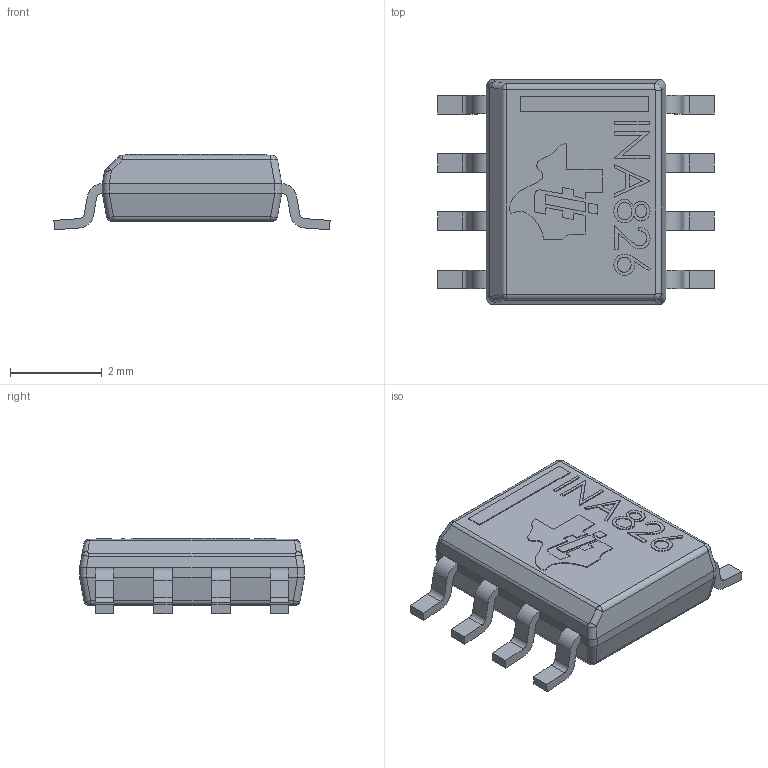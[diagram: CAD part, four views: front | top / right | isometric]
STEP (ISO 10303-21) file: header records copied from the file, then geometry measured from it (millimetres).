
FILE_DESCRIPTION (( 'STEP AP214' ), '1' );
FILE_NAME ('INA826.STEP', '2019-07-10T15:21:26', ( '' ), ( '' ), 'SwSTEP 2.0', 'SolidWorks 2018', '' );
FILE_SCHEMA (( 'AUTOMOTIVE_DESIGN' ));
Length unit declared in the file: inch
Products named in the file (2): INA826
Bounding box: 6.02 x 4.9 x 1.65 mm (x, y, z)
Volume: 27.4 mm3; surface area: 75.1 mm2
Topology: 9 solids, 9 shells, 278 faces, 700 edges, 454 vertices
Faces by surface type: plane 176, cylinder 55, bspline 45, sphere 2
Entity records: 12546 total; most frequent: CARTESIAN_POINT 4545, ORIENTED_EDGE 1400, DIRECTION 1162, EDGE_CURVE 700, LINE 492, VECTOR 492, VERTEX_POINT 454, AXIS2_PLACEMENT_3D 335
